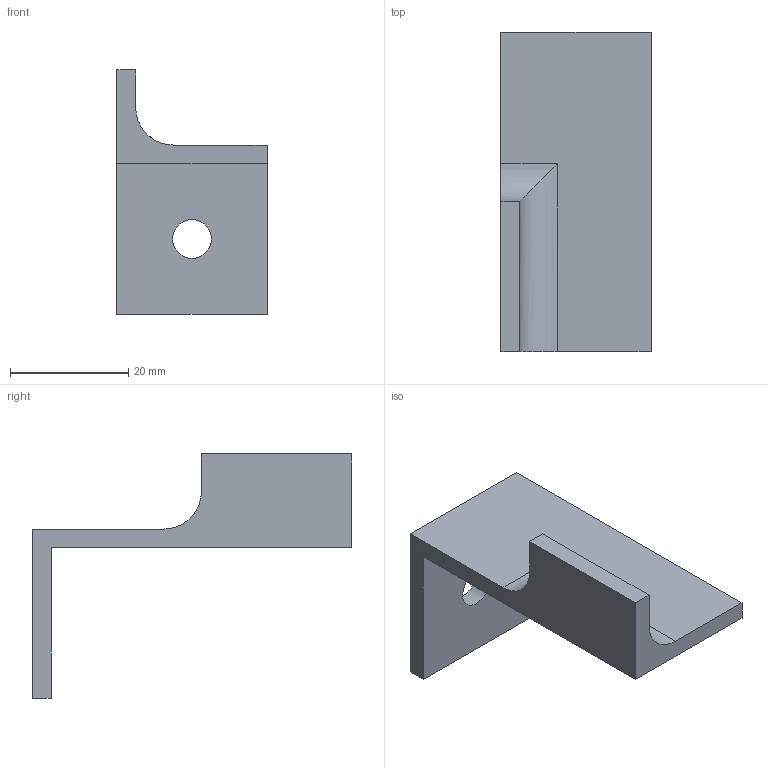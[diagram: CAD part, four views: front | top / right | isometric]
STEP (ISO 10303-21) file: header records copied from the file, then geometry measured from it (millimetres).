
FILE_DESCRIPTION(/* description */ (''),/* implementation_level */ '2;1');
FILE_NAME(/* name */ 'Y Axis Limit Stop.stp',/* time_stamp */ '2018-01-29T18:56:32-08:00',/* author */ ('jdtag'),/* organization */ (''),/* preprocessor_version */ 'ST-DEVELOPER v16.13',/* originating_system */ 'Autodesk Inventor 2018',/* authorisation */ '');
FILE_SCHEMA (('AUTOMOTIVE_DESIGN { 1 0 10303 214 3 1 1 }'));
Length unit declared in the file: inch
Products named in the file (1): Y Axis Limit Stop
Bounding box: 25.4 x 53.98 x 41.27 mm (x, y, z)
Volume: 7588.4 mm3; surface area: 5365.9 mm2
Topology: 1 solids, 1 shells, 14 faces, 35 edges, 23 vertices
Faces by surface type: plane 11, cylinder 3
Full cylindrical faces by diameter (mm): 6.604 x1
Entity records: 456 total; most frequent: CARTESIAN_POINT 72, DIRECTION 69, ORIENTED_EDGE 68, EDGE_CURVE 34, LINE 29, VECTOR 29, VERTEX_POINT 23, AXIS2_PLACEMENT_3D 20
